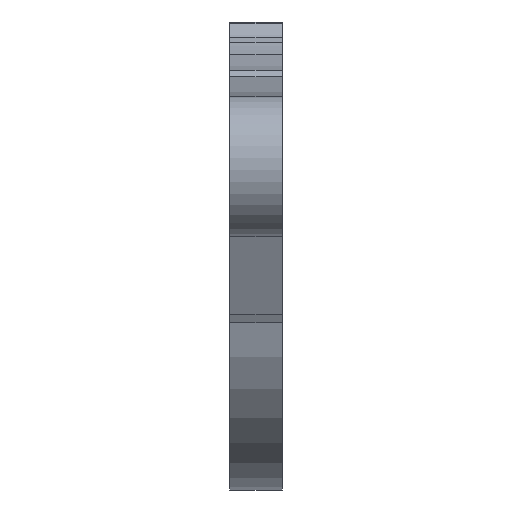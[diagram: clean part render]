
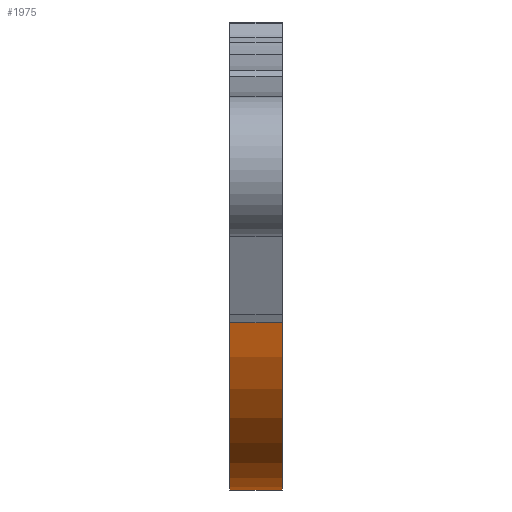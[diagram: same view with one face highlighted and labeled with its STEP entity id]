
A CAD part, top view. The second image highlights one B-rep face of the part: STEP entity #1975.
In plain terms, the highlighted cylindrical face has radius 12.093 mm (diameter 24.185 mm), a partial arc.
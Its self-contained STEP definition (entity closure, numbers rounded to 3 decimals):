
#145 = EDGE_LOOP ( 'NONE', ( #890, #1065, #1713, #556 ) ) ;
#279 = CARTESIAN_POINT ( 'NONE',  ( 3., -2.602, -11.809 ) ) ;
#305 = VECTOR ( 'NONE', #1415, 1000. ) ;
#328 = CYLINDRICAL_SURFACE ( 'NONE', #806, 12.093 ) ;
#383 = VECTOR ( 'NONE', #2047, 1000. ) ;
#403 = CARTESIAN_POINT ( 'NONE',  ( 3., -2.602, -11.809 ) ) ;
#541 = DIRECTION ( 'NONE',  ( 0., 0., 1. ) ) ;
#556 = ORIENTED_EDGE ( 'NONE', *, *, #777, .T. ) ;
#557 = CIRCLE ( 'NONE', #1967, 12.093 ) ;
#769 = VERTEX_POINT ( 'NONE', #1172 ) ;
#777 = EDGE_CURVE ( 'NONE', #1581, #769, #1867, .T. ) ;
#806 = AXIS2_PLACEMENT_3D ( 'NONE', #1219, #1912, #1011 ) ;
#881 = CARTESIAN_POINT ( 'NONE',  ( 0., -2.602, -11.809 ) ) ;
#890 = ORIENTED_EDGE ( 'NONE', *, *, #1667, .F. ) ;
#1011 = DIRECTION ( 'NONE',  ( 0., 0., 1. ) ) ;
#1043 = DIRECTION ( 'NONE',  ( -1., 0., 0. ) ) ;
#1065 = ORIENTED_EDGE ( 'NONE', *, *, #2074, .F. ) ;
#1172 = CARTESIAN_POINT ( 'NONE',  ( 0., -2.602, 11.809 ) ) ;
#1219 = CARTESIAN_POINT ( 'NONE',  ( 3., 0., 0. ) ) ;
#1339 = VERTEX_POINT ( 'NONE', #881 ) ;
#1352 = CARTESIAN_POINT ( 'NONE',  ( 3., -2.602, 11.809 ) ) ;
#1415 = DIRECTION ( 'NONE',  ( -1., 0., 0. ) ) ;
#1477 = CIRCLE ( 'NONE', #1881, 12.093 ) ;
#1515 = CARTESIAN_POINT ( 'NONE',  ( 3., -2.602, 11.809 ) ) ;
#1581 = VERTEX_POINT ( 'NONE', #1515 ) ;
#1597 = CARTESIAN_POINT ( 'NONE',  ( 3., 0., 0. ) ) ;
#1667 = EDGE_CURVE ( 'NONE', #1339, #769, #1477, .T. ) ;
#1713 = ORIENTED_EDGE ( 'NONE', *, *, #2058, .T. ) ;
#1794 = DIRECTION ( 'NONE',  ( -1., 0., 0. ) ) ;
#1826 = VERTEX_POINT ( 'NONE', #279 ) ;
#1867 = LINE ( 'NONE', #1352, #383 ) ;
#1881 = AXIS2_PLACEMENT_3D ( 'NONE', #2084, #1043, #1901 ) ;
#1901 = DIRECTION ( 'NONE',  ( 0., 0., 1. ) ) ;
#1912 = DIRECTION ( 'NONE',  ( -1., 0., 0. ) ) ;
#1967 = AXIS2_PLACEMENT_3D ( 'NONE', #1597, #1794, #541 ) ;
#1975 = ADVANCED_FACE ( 'NONE', ( #2082 ), #328, .T. ) ;
#2047 = DIRECTION ( 'NONE',  ( -1., 0., 0. ) ) ;
#2058 = EDGE_CURVE ( 'NONE', #1826, #1581, #557, .T. ) ;
#2074 = EDGE_CURVE ( 'NONE', #1826, #1339, #2116, .T. ) ;
#2082 = FACE_OUTER_BOUND ( 'NONE', #145, .T. ) ;
#2084 = CARTESIAN_POINT ( 'NONE',  ( 0., 0., 0. ) ) ;
#2116 = LINE ( 'NONE', #403, #305 ) ;
